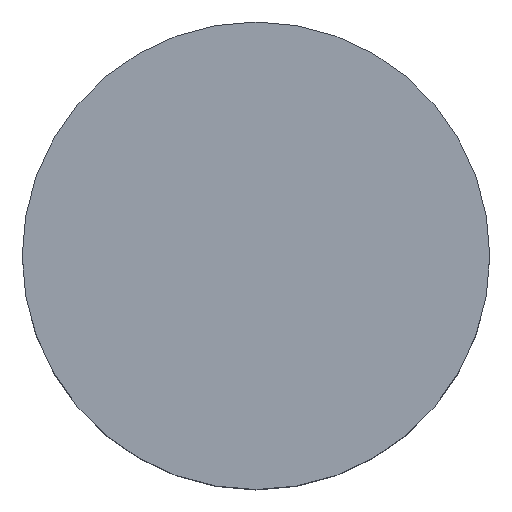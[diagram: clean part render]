
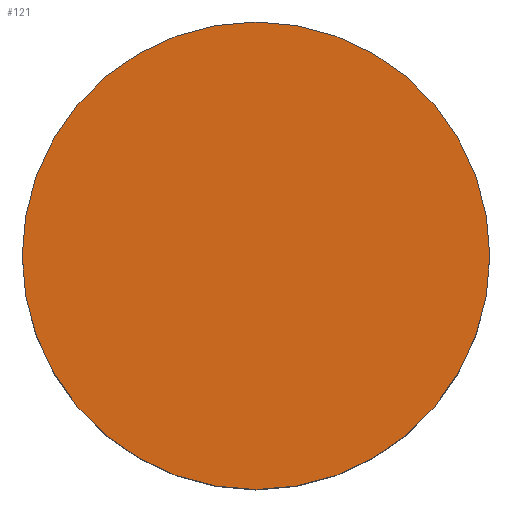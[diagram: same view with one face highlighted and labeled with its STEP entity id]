
A CAD part, top view. The second image highlights one B-rep face of the part: STEP entity #121.
In plain terms, the highlighted planar face has unit normal (0, 0, 1).
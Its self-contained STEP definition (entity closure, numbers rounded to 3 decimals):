
#3 = DIRECTION ( 'NONE',  ( 1., 0., 0. ) ) ;
#5 = CARTESIAN_POINT ( 'NONE',  ( 3., 0., 0. ) ) ;
#10 = CARTESIAN_POINT ( 'NONE',  ( -3., 0., 0. ) ) ;
#14 = CIRCLE ( 'NONE', #62, 3. ) ;
#25 = PLANE ( 'NONE',  #181 ) ;
#45 = EDGE_LOOP ( 'NONE', ( #105, #224 ) ) ;
#62 = AXIS2_PLACEMENT_3D ( 'NONE', #113, #215, #331 ) ;
#105 = ORIENTED_EDGE ( 'NONE', *, *, #213, .T. ) ;
#113 = CARTESIAN_POINT ( 'NONE',  ( 0., 0., 0. ) ) ;
#121 = ADVANCED_FACE ( 'NONE', ( #298 ), #25, .T. ) ;
#130 = DIRECTION ( 'NONE',  ( 0., 0., 1. ) ) ;
#162 = AXIS2_PLACEMENT_3D ( 'NONE', #330, #246, #3 ) ;
#181 = AXIS2_PLACEMENT_3D ( 'NONE', #270, #130, #242 ) ;
#213 = EDGE_CURVE ( 'NONE', #323, #294, #325, .T. ) ;
#215 = DIRECTION ( 'NONE',  ( 0., 0., 1. ) ) ;
#217 = EDGE_CURVE ( 'NONE', #294, #323, #14, .T. ) ;
#224 = ORIENTED_EDGE ( 'NONE', *, *, #217, .T. ) ;
#242 = DIRECTION ( 'NONE',  ( 1., 0., 0. ) ) ;
#246 = DIRECTION ( 'NONE',  ( 0., 0., 1. ) ) ;
#270 = CARTESIAN_POINT ( 'NONE',  ( 0., 0., 0. ) ) ;
#294 = VERTEX_POINT ( 'NONE', #10 ) ;
#298 = FACE_OUTER_BOUND ( 'NONE', #45, .T. ) ;
#323 = VERTEX_POINT ( 'NONE', #5 ) ;
#325 = CIRCLE ( 'NONE', #162, 3. ) ;
#330 = CARTESIAN_POINT ( 'NONE',  ( 0., 0., 0. ) ) ;
#331 = DIRECTION ( 'NONE',  ( 1., 0., 0. ) ) ;
